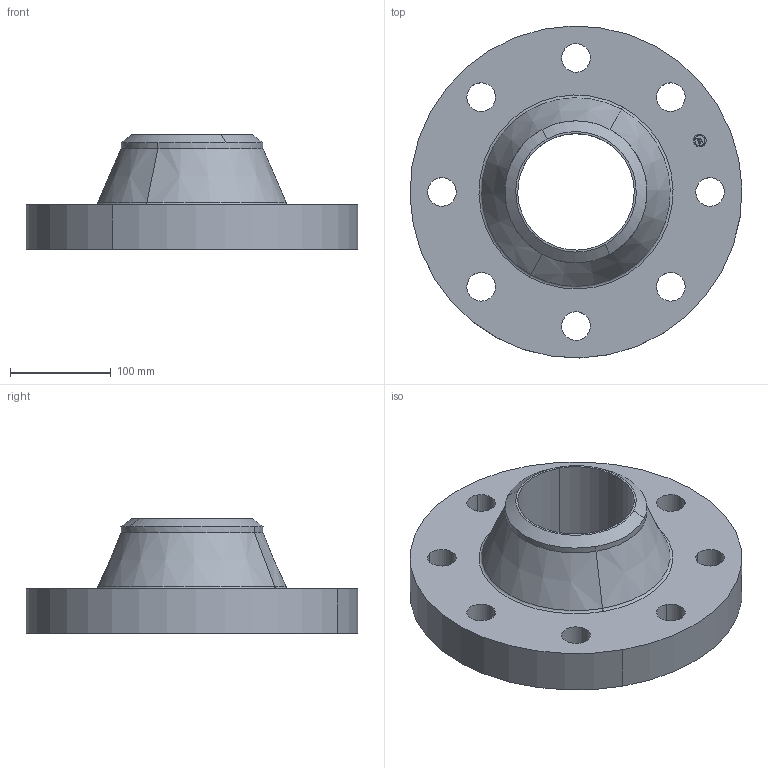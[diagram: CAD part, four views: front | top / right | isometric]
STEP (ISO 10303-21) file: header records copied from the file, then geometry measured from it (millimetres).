
FILE_DESCRIPTION(('3D STEP'),'2;1');
FILE_NAME('5-600-WELD-NECK-FF-120-FLANGE.stp','2013-01-26T22:30:12+00:00',('Texas Flange'),(''),'CATIA Version 5 Release 20 SP 6 (IN-10)','CATIA V5 STEP AP214','800-826-3801');
FILE_SCHEMA(('AUTOMOTIVE_DESIGN { 1 0 10303 214 1 1 1 1 }'));
Length unit declared in the file: inch
Products named in the file (1): 5-600-WELD-NECK-FF-120-FLANGE
Bounding box: 330.11 x 330.11 x 114.3 mm (x, y, z)
Volume: 3778757.9 mm3; surface area: 282126.5 mm2
Topology: 1 solids, 1 shells, 416 faces, 1184 edges, 788 vertices
Faces by surface type: plane 368, cylinder 42, cone 4, torus 2
Entity records: 15689 total; most frequent: ORIENTED_EDGE 2368, CARTESIAN_POINT 2341, DIRECTION 1920, EDGE_CURVE 1184, VECTOR 1090, LINE 1090, VERTEX_POINT 788, AXIS2_PLACEMENT_3D 463
